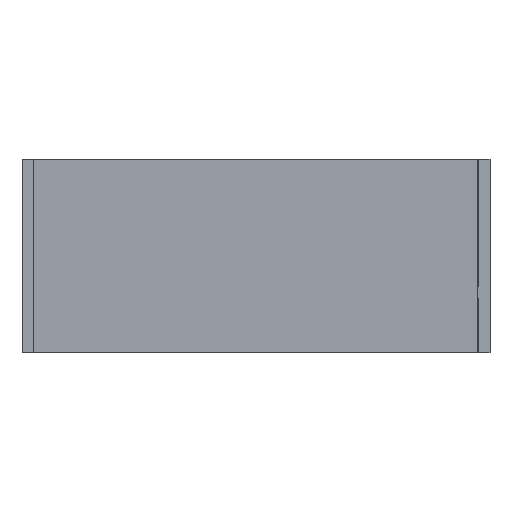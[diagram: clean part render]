
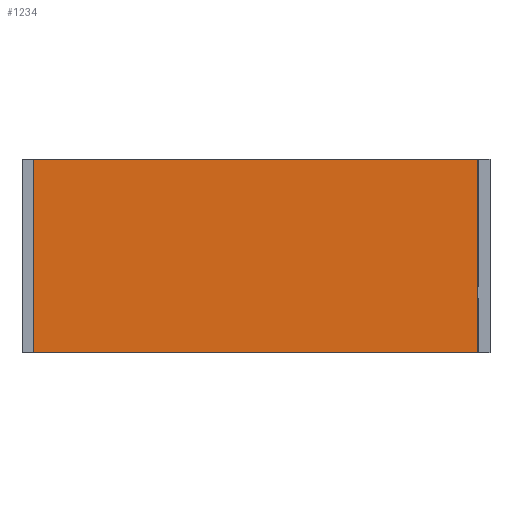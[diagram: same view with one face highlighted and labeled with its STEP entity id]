
A CAD part, front view. The second image highlights one B-rep face of the part: STEP entity #1234.
In plain terms, the highlighted planar face has unit normal (0, -1, 0).
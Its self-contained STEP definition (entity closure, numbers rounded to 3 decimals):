
#82=PLANE('',#1331);
#146=FACE_OUTER_BOUND('',#222,.T.);
#222=EDGE_LOOP('',(#1117,#1118,#1119,#1120));
#355=LINE('',#1934,#507);
#359=LINE('',#1943,#511);
#371=LINE('',#1965,#523);
#372=LINE('',#1966,#524);
#507=VECTOR('',#1596,10.);
#511=VECTOR('',#1602,10.);
#523=VECTOR('',#1618,10.);
#524=VECTOR('',#1619,10.);
#647=VERTEX_POINT('',#1931);
#648=VERTEX_POINT('',#1933);
#651=VERTEX_POINT('',#1940);
#652=VERTEX_POINT('',#1942);
#803=EDGE_CURVE('',#648,#647,#355,.T.);
#807=EDGE_CURVE('',#652,#651,#359,.T.);
#819=EDGE_CURVE('',#647,#652,#371,.T.);
#820=EDGE_CURVE('',#651,#648,#372,.T.);
#1117=ORIENTED_EDGE('',*,*,#819,.T.);
#1118=ORIENTED_EDGE('',*,*,#807,.T.);
#1119=ORIENTED_EDGE('',*,*,#820,.T.);
#1120=ORIENTED_EDGE('',*,*,#803,.T.);
#1234=ADVANCED_FACE('',(#146),#82,.T.);
#1331=AXIS2_PLACEMENT_3D('',#1964,#1616,#1617);
#1596=DIRECTION('',(1.,0.,0.));
#1602=DIRECTION('',(-1.,0.,0.));
#1616=DIRECTION('center_axis',(0.,-1.,0.));
#1617=DIRECTION('ref_axis',(1.,0.,0.));
#1618=DIRECTION('',(0.,0.,1.));
#1619=DIRECTION('',(0.,0.,-1.));
#1931=CARTESIAN_POINT('',(132.595,-221.514,-2.988));
#1933=CARTESIAN_POINT('',(17.595,-221.514,-2.988));
#1934=CARTESIAN_POINT('',(17.595,-221.514,-2.988));
#1940=CARTESIAN_POINT('',(17.595,-221.514,47.012));
#1942=CARTESIAN_POINT('',(132.595,-221.514,47.012));
#1943=CARTESIAN_POINT('',(132.595,-221.514,47.012));
#1964=CARTESIAN_POINT('Origin',(129.095,-221.514,31.512));
#1965=CARTESIAN_POINT('',(132.595,-221.514,33.012));
#1966=CARTESIAN_POINT('',(17.595,-221.514,47.012));
